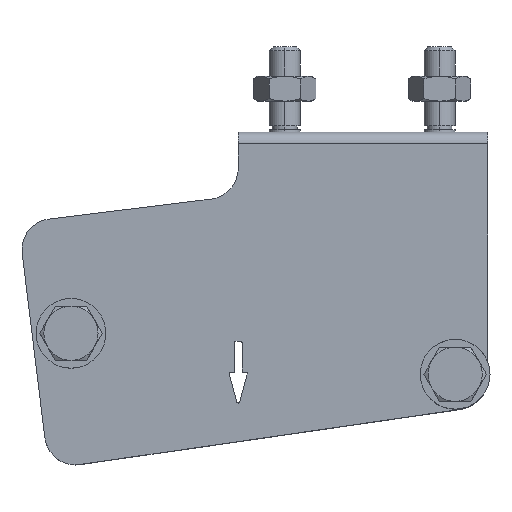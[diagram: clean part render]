
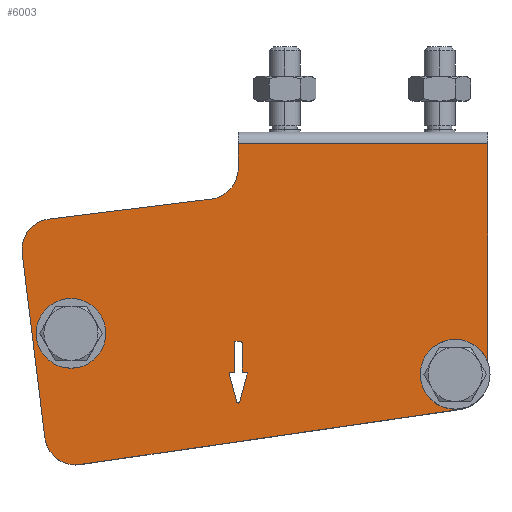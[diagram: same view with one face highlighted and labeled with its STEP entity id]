
A CAD part, top view. The second image highlights one B-rep face of the part: STEP entity #6003.
In plain terms, the highlighted planar face has unit normal (0, 0, 1).
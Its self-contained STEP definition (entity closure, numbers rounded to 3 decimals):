
#172=DIRECTION('',(-1.,0.,0.));
#173=VECTOR('',#172,32.2);
#174=CARTESIAN_POINT('',(32.2,-1.5,7.9));
#175=LINE('',#174,#173);
#1021=CARTESIAN_POINT('',(28.015,-31.293,7.9));
#1022=DIRECTION('',(0.,0.,1.));
#1023=DIRECTION('',(0.93,0.367,0.));
#1024=AXIS2_PLACEMENT_3D('',#1021,#1022,#1023);
#1029=CARTESIAN_POINT('',(28.015,-31.293,7.9));
#1030=DIRECTION('',(0.,0.,1.));
#1031=DIRECTION('',(-1.,0.,0.));
#1032=AXIS2_PLACEMENT_3D('',#1029,#1030,#1031);
#1037=CARTESIAN_POINT('',(28.2,-31.839,7.9));
#1038=DIRECTION('',(0.,0.,1.));
#1039=DIRECTION('',(0.144,-0.99,0.));
#1040=AXIS2_PLACEMENT_3D('',#1037,#1038,#1039);
#1045=DIRECTION('',(0.99,0.144,0.));
#1046=VECTOR('',#1045,49.729);
#1047=CARTESIAN_POINT('',(-20.438,-42.945,7.9));
#1048=LINE('',#1047,#1046);
#1052=CARTESIAN_POINT('',(-21.013,-38.986,7.9));
#1053=DIRECTION('',(0.,0.,1.));
#1054=DIRECTION('',(-0.993,-0.122,0.));
#1055=AXIS2_PLACEMENT_3D('',#1052,#1053,#1054);
#1060=DIRECTION('',(0.122,-0.993,0.));
#1061=VECTOR('',#1060,23.961);
#1062=CARTESIAN_POINT('',(-27.903,-15.691,7.9));
#1063=LINE('',#1062,#1061);
#1067=CARTESIAN_POINT('',(-23.933,-15.204,7.9));
#1068=DIRECTION('',(0.,0.,1.));
#1069=DIRECTION('',(-0.122,0.993,0.));
#1070=AXIS2_PLACEMENT_3D('',#1067,#1068,#1069);
#1075=DIRECTION('',(-0.993,-0.122,0.));
#1076=VECTOR('',#1075,21.065);
#1077=CARTESIAN_POINT('',(-3.513,-8.666,7.9));
#1078=LINE('',#1077,#1076);
#1082=CARTESIAN_POINT('',(-4.,-4.696,7.9));
#1083=DIRECTION('',(0.,0.,1.));
#1084=DIRECTION('',(0.122,-0.993,0.));
#1085=AXIS2_PLACEMENT_3D('',#1082,#1083,#1084);
#1090=DIRECTION('',(0.,-1.,0.));
#1091=VECTOR('',#1090,3.196);
#1092=CARTESIAN_POINT('',(0.,-1.5,7.9));
#1093=LINE('',#1092,#1091);
#1097=DIRECTION('',(0.,-1.,0.));
#1098=VECTOR('',#1097,28.139);
#1099=CARTESIAN_POINT('',(32.2,-1.5,7.9));
#1100=LINE('',#1099,#1098);
#1104=DIRECTION('',(0.,-1.,0.));
#1105=VECTOR('',#1104,3.8);
#1106=CARTESIAN_POINT('',(0.5,-27.2,7.9));
#1107=LINE('',#1106,#1105);
#1111=DIRECTION('',(1.,0.,0.));
#1112=VECTOR('',#1111,0.6);
#1113=CARTESIAN_POINT('',(-0.3,-27.,7.9));
#1114=LINE('',#1113,#1112);
#1118=DIRECTION('',(0.,1.,0.));
#1119=VECTOR('',#1118,3.8);
#1120=CARTESIAN_POINT('',(-0.5,-31.,7.9));
#1121=LINE('',#1120,#1119);
#1125=DIRECTION('',(1.,0.,0.));
#1126=VECTOR('',#1125,0.465);
#1127=CARTESIAN_POINT('',(-0.965,-31.,7.9));
#1128=LINE('',#1127,#1126);
#1132=DIRECTION('',(-0.259,0.966,0.));
#1133=VECTOR('',#1132,3.727);
#1134=CARTESIAN_POINT('',(-0.193,-34.852,7.9));
#1135=LINE('',#1134,#1133);
#1139=CARTESIAN_POINT('',(0.,-34.8,7.9));
#1140=DIRECTION('',(0.,0.,1.));
#1141=DIRECTION('',(-0.966,-0.259,0.));
#1142=AXIS2_PLACEMENT_3D('',#1139,#1140,#1141);
#1147=DIRECTION('',(-0.259,-0.966,0.));
#1148=VECTOR('',#1147,3.727);
#1149=CARTESIAN_POINT('',(1.158,-31.252,7.9));
#1150=LINE('',#1149,#1148);
#1154=DIRECTION('',(1.,0.,0.));
#1155=VECTOR('',#1154,0.465);
#1156=CARTESIAN_POINT('',(0.5,-31.,7.9));
#1157=LINE('',#1156,#1155);
#1161=CARTESIAN_POINT('',(-21.6,-26.,7.9));
#1162=DIRECTION('',(0.,0.,1.));
#1163=DIRECTION('',(1.,0.,0.));
#1164=AXIS2_PLACEMENT_3D('',#1161,#1162,#1163);
#1169=CARTESIAN_POINT('',(-21.6,-26.,7.9));
#1170=DIRECTION('',(0.,0.,1.));
#1171=DIRECTION('',(-1.,0.,0.));
#1172=AXIS2_PLACEMENT_3D('',#1169,#1170,#1171);
#1720=CARTESIAN_POINT('',(0.3,-27.2,7.9));
#1721=DIRECTION('',(0.,0.,-1.));
#1722=DIRECTION('',(0.,1.,0.));
#1723=AXIS2_PLACEMENT_3D('',#1720,#1721,#1722);
#1750=CARTESIAN_POINT('',(-0.3,-27.2,7.9));
#1751=DIRECTION('',(0.,0.,-1.));
#1752=DIRECTION('',(-1.,0.,0.));
#1753=AXIS2_PLACEMENT_3D('',#1750,#1751,#1752);
#1787=CARTESIAN_POINT('',(-0.965,-31.2,7.9));
#1788=DIRECTION('',(0.,0.,-1.));
#1789=DIRECTION('',(-0.966,-0.259,0.));
#1790=AXIS2_PLACEMENT_3D('',#1787,#1788,#1789);
#1831=CARTESIAN_POINT('',(0.965,-31.2,7.9));
#1832=DIRECTION('',(0.,0.,-1.));
#1833=DIRECTION('',(0.,1.,0.));
#1834=AXIS2_PLACEMENT_3D('',#1831,#1832,#1833);
#4648=CARTESIAN_POINT('',(0.,-1.5,7.9));
#4649=CARTESIAN_POINT('',(0.,-4.696,7.9));
#4650=VERTEX_POINT('',#4648);
#4651=VERTEX_POINT('',#4649);
#4652=CARTESIAN_POINT('',(-3.513,-8.666,7.9));
#4653=CARTESIAN_POINT('',(-24.421,-11.234,7.9));
#4654=VERTEX_POINT('',#4652);
#4655=VERTEX_POINT('',#4653);
#4660=CARTESIAN_POINT('',(32.2,-1.5,7.9));
#4661=VERTEX_POINT('',#4660);
#4665=CARTESIAN_POINT('',(-27.903,-15.691,7.9));
#4667=VERTEX_POINT('',#4665);
#4692=CARTESIAN_POINT('',(-24.983,-39.474,7.9));
#4693=VERTEX_POINT('',#4692);
#4694=CARTESIAN_POINT('',(-20.438,-42.945,7.9));
#4695=VERTEX_POINT('',#4694);
#4700=CARTESIAN_POINT('',(28.775,-35.797,7.9));
#4701=VERTEX_POINT('',#4700);
#4711=CARTESIAN_POINT('',(0.5,-31.,7.9));
#4713=VERTEX_POINT('',#4711);
#4715=CARTESIAN_POINT('',(-0.193,-34.852,7.9));
#4717=VERTEX_POINT('',#4715);
#4719=CARTESIAN_POINT('',(-0.5,-31.,7.9));
#4721=VERTEX_POINT('',#4719);
#4724=CARTESIAN_POINT('',(0.193,-34.852,7.9));
#4725=VERTEX_POINT('',#4724);
#4730=CARTESIAN_POINT('',(0.3,-27.,7.9));
#4731=CARTESIAN_POINT('',(0.5,-27.2,7.9));
#4732=VERTEX_POINT('',#4730);
#4733=VERTEX_POINT('',#4731);
#4738=CARTESIAN_POINT('',(-0.5,-27.2,7.9));
#4739=CARTESIAN_POINT('',(-0.3,-27.,7.9));
#4740=VERTEX_POINT('',#4738);
#4741=VERTEX_POINT('',#4739);
#4746=CARTESIAN_POINT('',(1.158,-31.252,7.9));
#4747=VERTEX_POINT('',#4746);
#4748=CARTESIAN_POINT('',(-1.158,-31.252,7.9));
#4749=VERTEX_POINT('',#4748);
#4752=CARTESIAN_POINT('',(0.965,-31.,7.9));
#4753=VERTEX_POINT('',#4752);
#4756=CARTESIAN_POINT('',(-0.965,-31.,7.9));
#4757=VERTEX_POINT('',#4756);
#4898=CARTESIAN_POINT('',(-17.1,-26.,7.9));
#4899=CARTESIAN_POINT('',(-26.1,-26.,7.9));
#4900=VERTEX_POINT('',#4898);
#4901=VERTEX_POINT('',#4899);
#4994=CARTESIAN_POINT('',(32.2,-29.639,7.9));
#4995=CARTESIAN_POINT('',(23.515,-31.293,7.9));
#4996=VERTEX_POINT('',#4994);
#4997=VERTEX_POINT('',#4995);
#5002=CARTESIAN_POINT('',(31.29,-34.378,7.9));
#5003=VERTEX_POINT('',#5002);
#5947=CARTESIAN_POINT('',(32.2,-46.,7.9));
#5948=DIRECTION('',(0.,0.,-1.));
#5949=DIRECTION('',(0.,1.,0.));
#5950=AXIS2_PLACEMENT_3D('',#5947,#5948,#5949);
#5951=PLANE('',#5950);
#5953=ORIENTED_EDGE('',*,*,#5952,.T.);
#5955=ORIENTED_EDGE('',*,*,#5954,.T.);
#5957=ORIENTED_EDGE('',*,*,#5956,.F.);
#5959=ORIENTED_EDGE('',*,*,#5958,.F.);
#5960=ORIENTED_EDGE('',*,*,#5871,.F.);
#5961=ORIENTED_EDGE('',*,*,#5887,.F.);
#5962=ORIENTED_EDGE('',*,*,#5900,.F.);
#5963=ORIENTED_EDGE('',*,*,#5914,.F.);
#5964=ORIENTED_EDGE('',*,*,#5928,.T.);
#5965=ORIENTED_EDGE('',*,*,#5941,.F.);
#5966=ORIENTED_EDGE('',*,*,#5365,.F.);
#5968=ORIENTED_EDGE('',*,*,#5967,.T.);
#5969=EDGE_LOOP('',(#5953,#5955,#5957,#5959,#5960,#5961,#5962,#5963,#5964,#5965,
#5966,#5968));
#5970=FACE_OUTER_BOUND('',#5969,.F.);
#5972=ORIENTED_EDGE('',*,*,#5971,.F.);
#5974=ORIENTED_EDGE('',*,*,#5973,.F.);
#5976=ORIENTED_EDGE('',*,*,#5975,.F.);
#5978=ORIENTED_EDGE('',*,*,#5977,.F.);
#5980=ORIENTED_EDGE('',*,*,#5979,.F.);
#5982=ORIENTED_EDGE('',*,*,#5981,.F.);
#5984=ORIENTED_EDGE('',*,*,#5983,.F.);
#5986=ORIENTED_EDGE('',*,*,#5985,.F.);
#5988=ORIENTED_EDGE('',*,*,#5987,.T.);
#5990=ORIENTED_EDGE('',*,*,#5989,.F.);
#5992=ORIENTED_EDGE('',*,*,#5991,.F.);
#5994=ORIENTED_EDGE('',*,*,#5993,.F.);
#5995=EDGE_LOOP('',(#5972,#5974,#5976,#5978,#5980,#5982,#5984,#5986,#5988,#5990,
#5992,#5994));
#5996=FACE_BOUND('',#5995,.F.);
#5998=ORIENTED_EDGE('',*,*,#5997,.T.);
#6000=ORIENTED_EDGE('',*,*,#5999,.T.);
#6001=EDGE_LOOP('',(#5998,#6000));
#6002=FACE_BOUND('',#6001,.F.);
#6003=ADVANCED_FACE('',(#5970,#5996,#6002),#5951,.F.);
#1025=CIRCLE('',#1024,4.5);
#1033=CIRCLE('',#1032,4.5);
#1041=CIRCLE('',#1040,4.);
#1056=CIRCLE('',#1055,4.);
#1071=CIRCLE('',#1070,4.);
#1086=CIRCLE('',#1085,4.);
#1143=CIRCLE('',#1142,0.2);
#1165=CIRCLE('',#1164,4.5);
#1173=CIRCLE('',#1172,4.5);
#1724=CIRCLE('',#1723,0.2);
#1754=CIRCLE('',#1753,0.2);
#1791=CIRCLE('',#1790,0.2);
#1835=CIRCLE('',#1834,0.2);
#5365=EDGE_CURVE('',#4661,#4650,#175,.T.);
#5871=EDGE_CURVE('',#4693,#4695,#1056,.T.);
#5887=EDGE_CURVE('',#4667,#4693,#1063,.T.);
#5900=EDGE_CURVE('',#4655,#4667,#1071,.T.);
#5914=EDGE_CURVE('',#4654,#4655,#1078,.T.);
#5928=EDGE_CURVE('',#4654,#4651,#1086,.T.);
#5941=EDGE_CURVE('',#4650,#4651,#1093,.T.);
#5952=EDGE_CURVE('',#4996,#4997,#1025,.T.);
#5954=EDGE_CURVE('',#4997,#5003,#1033,.T.);
#5956=EDGE_CURVE('',#4701,#5003,#1041,.T.);
#5958=EDGE_CURVE('',#4695,#4701,#1048,.T.);
#5967=EDGE_CURVE('',#4661,#4996,#1100,.T.);
#5971=EDGE_CURVE('',#4733,#4713,#1107,.T.);
#5973=EDGE_CURVE('',#4732,#4733,#1724,.T.);
#5975=EDGE_CURVE('',#4741,#4732,#1114,.T.);
#5977=EDGE_CURVE('',#4740,#4741,#1754,.T.);
#5979=EDGE_CURVE('',#4721,#4740,#1121,.T.);
#5981=EDGE_CURVE('',#4757,#4721,#1128,.T.);
#5983=EDGE_CURVE('',#4749,#4757,#1791,.T.);
#5985=EDGE_CURVE('',#4717,#4749,#1135,.T.);
#5987=EDGE_CURVE('',#4717,#4725,#1143,.T.);
#5989=EDGE_CURVE('',#4747,#4725,#1150,.T.);
#5991=EDGE_CURVE('',#4753,#4747,#1835,.T.);
#5993=EDGE_CURVE('',#4713,#4753,#1157,.T.);
#5997=EDGE_CURVE('',#4900,#4901,#1165,.T.);
#5999=EDGE_CURVE('',#4901,#4900,#1173,.T.);
